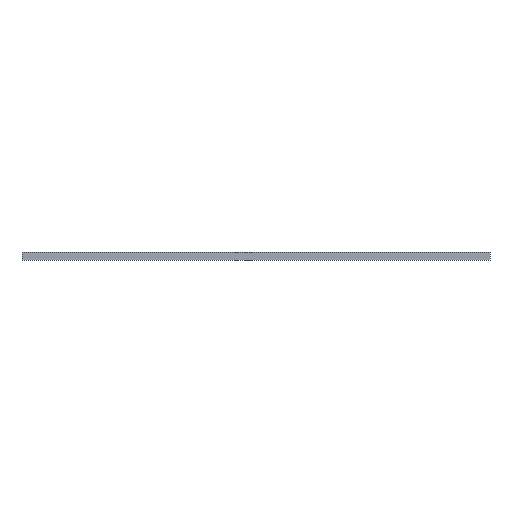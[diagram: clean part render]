
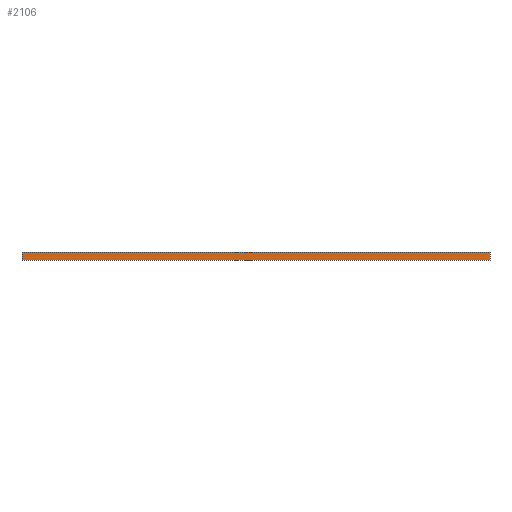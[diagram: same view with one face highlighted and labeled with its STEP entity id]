
A CAD part, left-side view. The second image highlights one B-rep face of the part: STEP entity #2106.
In plain terms, the highlighted planar face has unit normal (-1, 0, 0).
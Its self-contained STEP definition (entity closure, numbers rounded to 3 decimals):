
#140 = CARTESIAN_POINT ( 'NONE',  ( 35., 1185., 0. ) ) ;
#183 = ORIENTED_EDGE ( 'NONE', *, *, #1315, .F. ) ;
#340 = FACE_OUTER_BOUND ( 'NONE', #830, .T. ) ;
#658 = CARTESIAN_POINT ( 'NONE',  ( 35., 15., 0. ) ) ;
#723 = EDGE_CURVE ( 'NONE', #3056, #1784, #1900, .T. ) ;
#765 = LINE ( 'NONE', #1594, #5124 ) ;
#830 = EDGE_LOOP ( 'NONE', ( #3995, #3970, #183, #1917 ) ) ;
#1126 = CARTESIAN_POINT ( 'NONE',  ( 35., 15., -2.5 ) ) ;
#1306 = LINE ( 'NONE', #4177, #2817 ) ;
#1315 = EDGE_CURVE ( 'NONE', #3625, #3056, #1306, .T. ) ;
#1415 = LINE ( 'NONE', #1809, #2166 ) ;
#1448 = PLANE ( 'NONE',  #2576 ) ;
#1482 = CARTESIAN_POINT ( 'NONE',  ( 35., 1185., -2.5 ) ) ;
#1594 = CARTESIAN_POINT ( 'NONE',  ( 35., 15., 0. ) ) ;
#1761 = DIRECTION ( 'NONE',  ( 0., 1., 0. ) ) ;
#1784 = VERTEX_POINT ( 'NONE', #140 ) ;
#1809 = CARTESIAN_POINT ( 'NONE',  ( 35., 15., -2.5 ) ) ;
#1900 = LINE ( 'NONE', #1482, #3999 ) ;
#1902 = CARTESIAN_POINT ( 'NONE',  ( 35., 15., -20. ) ) ;
#1917 = ORIENTED_EDGE ( 'NONE', *, *, #4122, .T. ) ;
#2106 = ADVANCED_FACE ( 'NONE', ( #340 ), #1448, .T. ) ;
#2166 = VECTOR ( 'NONE', #2569, 1000. ) ;
#2288 = DIRECTION ( 'NONE',  ( 0., 0., 1. ) ) ;
#2569 = DIRECTION ( 'NONE',  ( 0., 0., 1. ) ) ;
#2576 = AXIS2_PLACEMENT_3D ( 'NONE', #1126, #4663, #3869 ) ;
#2817 = VECTOR ( 'NONE', #1761, 1000. ) ;
#2818 = DIRECTION ( 'NONE',  ( 0., -1., 0. ) ) ;
#3056 = VERTEX_POINT ( 'NONE', #4685 ) ;
#3625 = VERTEX_POINT ( 'NONE', #1902 ) ;
#3645 = EDGE_CURVE ( 'NONE', #1784, #4649, #765, .T. ) ;
#3869 = DIRECTION ( 'NONE',  ( 0., 0., 1. ) ) ;
#3970 = ORIENTED_EDGE ( 'NONE', *, *, #723, .F. ) ;
#3995 = ORIENTED_EDGE ( 'NONE', *, *, #3645, .F. ) ;
#3999 = VECTOR ( 'NONE', #2288, 1000. ) ;
#4122 = EDGE_CURVE ( 'NONE', #3625, #4649, #1415, .T. ) ;
#4177 = CARTESIAN_POINT ( 'NONE',  ( 35., 1185., -20. ) ) ;
#4649 = VERTEX_POINT ( 'NONE', #658 ) ;
#4663 = DIRECTION ( 'NONE',  ( -1., 0., 0. ) ) ;
#4685 = CARTESIAN_POINT ( 'NONE',  ( 35., 1185., -20. ) ) ;
#5124 = VECTOR ( 'NONE', #2818, 1000. ) ;
